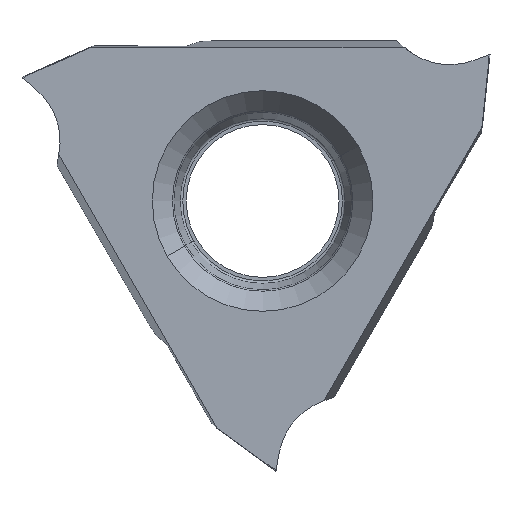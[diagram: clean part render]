
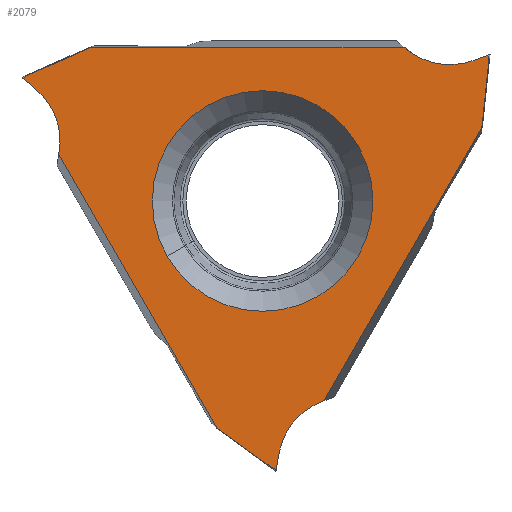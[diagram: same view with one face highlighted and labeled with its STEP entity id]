
A CAD part, left-side view. The second image highlights one B-rep face of the part: STEP entity #2079.
In plain terms, the highlighted planar face has unit normal (-1, 0, 0).
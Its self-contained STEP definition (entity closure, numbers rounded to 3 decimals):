
#232=CARTESIAN_POINT('',(0.,5.106,4.509));
#311=CARTESIAN_POINT('',(0.,-4.199,4.509));
#319=DIRECTION('',(0.,1.,0.));
#320=VECTOR('',#319,9.305);
#321=CARTESIAN_POINT('',(0.,-4.199,4.509));
#322=LINE('',#321,#320);
#326=DIRECTION('',(0.,0.105,-0.995));
#327=VECTOR('',#326,2.014);
#328=CARTESIAN_POINT('',(0.,-6.669,4.17));
#329=LINE('',#328,#327);
#333=CARTESIAN_POINT('',(0.,-2.454,-7.784));
#334=DIRECTION('',(1.,0.,0.));
#335=DIRECTION('',(0.,0.47,0.883));
#336=AXIS2_PLACEMENT_3D('',#333,#334,#335);
#341=CARTESIAN_POINT('',(0.,-1.514,-6.018));
#342=CARTESIAN_POINT('',(0.,-1.437,-6.059));
#343=CARTESIAN_POINT('',(0.,-1.29,-6.15));
#344=CARTESIAN_POINT('',(0.,-1.089,-6.314));
#345=CARTESIAN_POINT('',(0.,-0.91,-6.503));
#346=CARTESIAN_POINT('',(0.,-0.758,-6.713));
#347=CARTESIAN_POINT('',(0.,-0.634,-6.941));
#348=CARTESIAN_POINT('',(0.,-0.54,-7.183));
#349=CARTESIAN_POINT('',(0.,-0.499,-7.351));
#350=CARTESIAN_POINT('',(0.,-0.484,-7.436));
#355=DIRECTION('',(0.,0.927,0.375));
#356=VECTOR('',#355,0.133);
#357=CARTESIAN_POINT('',(0.,-0.4,-7.91));
#358=LINE('',#357,#356);
#362=DIRECTION('',(0.,0.809,0.588));
#363=VECTOR('',#362,2.014);
#364=CARTESIAN_POINT('',(0.,-0.277,-7.86));
#365=LINE('',#364,#363);
#369=CARTESIAN_POINT('',(0.,7.969,1.767));
#370=DIRECTION('',(1.,0.,0.));
#371=DIRECTION('',(0.,-0.999,-0.034));
#372=AXIS2_PLACEMENT_3D('',#369,#370,#371);
#377=CARTESIAN_POINT('',(0.,5.969,1.698));
#378=CARTESIAN_POINT('',(0.,5.966,1.785));
#379=CARTESIAN_POINT('',(0.,5.971,1.958));
#380=CARTESIAN_POINT('',(0.,6.013,2.214));
#381=CARTESIAN_POINT('',(0.,6.087,2.463));
#382=CARTESIAN_POINT('',(0.,6.193,2.7));
#383=CARTESIAN_POINT('',(0.,6.328,2.922));
#384=CARTESIAN_POINT('',(0.,6.491,3.124));
#385=CARTESIAN_POINT('',(0.,6.616,3.243));
#386=CARTESIAN_POINT('',(0.,6.682,3.299));
#391=DIRECTION('',(0.,-0.788,0.616));
#392=VECTOR('',#391,0.133);
#393=CARTESIAN_POINT('',(0.,7.051,3.608));
#394=LINE('',#393,#392);
#398=DIRECTION('',(0.,-0.914,0.407));
#399=VECTOR('',#398,2.014);
#400=CARTESIAN_POINT('',(0.,6.946,3.69));
#401=LINE('',#400,#399);
#405=CARTESIAN_POINT('',(0.,-5.514,6.018));
#406=DIRECTION('',(1.,0.,0.));
#407=DIRECTION('',(0.,0.53,-0.848));
#408=AXIS2_PLACEMENT_3D('',#405,#406,#407);
#413=CARTESIAN_POINT('',(0.,-4.455,4.32));
#414=CARTESIAN_POINT('',(0.,-4.529,4.274));
#415=CARTESIAN_POINT('',(0.,-4.681,4.192));
#416=CARTESIAN_POINT('',(0.,-4.924,4.1));
#417=CARTESIAN_POINT('',(0.,-5.176,4.04));
#418=CARTESIAN_POINT('',(0.,-5.435,4.013));
#419=CARTESIAN_POINT('',(0.,-5.694,4.019));
#420=CARTESIAN_POINT('',(0.,-5.951,4.059));
#421=CARTESIAN_POINT('',(0.,-6.117,4.108));
#422=CARTESIAN_POINT('',(0.,-6.198,4.137));
#427=DIRECTION('',(0.,-0.139,-0.99));
#428=VECTOR('',#427,0.133);
#429=CARTESIAN_POINT('',(0.,-6.65,4.302));
#430=LINE('',#429,#428);
#434=CARTESIAN_POINT('',(0.,0.,0.));
#435=DIRECTION('',(1.,0.,0.));
#436=DIRECTION('',(0.,0.866,-0.5));
#437=AXIS2_PLACEMENT_3D('',#434,#435,#436);
#450=CARTESIAN_POINT('',(0.,0.,0.));
#451=DIRECTION('',(1.,0.,0.));
#452=DIRECTION('',(0.,-0.866,0.5));
#453=AXIS2_PLACEMENT_3D('',#450,#451,#452);
#625=CARTESIAN_POINT('',(0.,-6.458,2.167));
#704=CARTESIAN_POINT('',(0.,-1.806,-5.891));
#712=DIRECTION('',(0.,-0.5,0.866));
#713=VECTOR('',#712,9.305);
#714=CARTESIAN_POINT('',(0.,-1.806,-5.891));
#715=LINE('',#714,#713);
#785=CARTESIAN_POINT('',(0.,-6.65,4.302));
#795=DIRECTION('',(0.,0.94,-0.342));
#796=VECTOR('',#795,0.481);
#797=CARTESIAN_POINT('',(0.,-6.65,4.302));
#798=LINE('',#797,#796);
#1092=CARTESIAN_POINT('',(0.,1.352,-6.677));
#1171=CARTESIAN_POINT('',(0.,6.005,1.382));
#1180=DIRECTION('',(0.,-0.5,-0.866));
#1181=VECTOR('',#1180,9.305);
#1182=CARTESIAN_POINT('',(0.,6.005,1.382));
#1183=LINE('',#1182,#1181);
#1208=CARTESIAN_POINT('',(0.,-0.4,-7.91));
#1218=DIRECTION('',(0.,-0.174,0.985));
#1219=VECTOR('',#1218,0.481);
#1220=CARTESIAN_POINT('',(0.,-0.4,-7.91));
#1221=LINE('',#1220,#1219);
#1410=CARTESIAN_POINT('',(0.,7.051,3.608));
#1420=DIRECTION('',(0.,-0.766,-0.643));
#1421=VECTOR('',#1420,0.481);
#1422=CARTESIAN_POINT('',(0.,7.051,3.608));
#1423=LINE('',#1422,#1421);
#1643=CARTESIAN_POINT('',(0.,2.815,-1.625));
#1644=CARTESIAN_POINT('',(0.,-2.815,1.625));
#1645=VERTEX_POINT('',#1643);
#1646=VERTEX_POINT('',#1644);
#1651=VERTEX_POINT('',#377);
#1652=VERTEX_POINT('',#386);
#1653=VERTEX_POINT('',#1171);
#1677=VERTEX_POINT('',#311);
#1681=CARTESIAN_POINT('',(0.,-4.454,4.32));
#1682=VERTEX_POINT('',#1681);
#1683=VERTEX_POINT('',#422);
#1686=VERTEX_POINT('',#704);
#1695=CARTESIAN_POINT('',(0.,-1.514,-6.018));
#1696=VERTEX_POINT('',#1695);
#1697=VERTEX_POINT('',#350);
#1698=VERTEX_POINT('',#785);
#1702=VERTEX_POINT('',#1208);
#1706=VERTEX_POINT('',#1410);
#1711=VERTEX_POINT('',#625);
#1712=CARTESIAN_POINT('',(0.,-6.669,4.17));
#1713=VERTEX_POINT('',#1712);
#1722=VERTEX_POINT('',#232);
#1723=CARTESIAN_POINT('',(0.,6.946,3.69));
#1724=VERTEX_POINT('',#1723);
#1733=VERTEX_POINT('',#1092);
#1734=CARTESIAN_POINT('',(0.,-0.277,-7.86));
#1735=VERTEX_POINT('',#1734);
#2034=CARTESIAN_POINT('',(0.,0.578,-10.999));
#2035=DIRECTION('',(-1.,0.,0.));
#2036=DIRECTION('',(0.,-0.866,0.5));
#2037=AXIS2_PLACEMENT_3D('',#2034,#2035,#2036);
#2038=PLANE('',#2037);
#2040=ORIENTED_EDGE('',*,*,#2039,.T.);
#2042=ORIENTED_EDGE('',*,*,#2041,.F.);
#2044=ORIENTED_EDGE('',*,*,#2043,.F.);
#2046=ORIENTED_EDGE('',*,*,#2045,.T.);
#2048=ORIENTED_EDGE('',*,*,#2047,.F.);
#2050=ORIENTED_EDGE('',*,*,#2049,.T.);
#2052=ORIENTED_EDGE('',*,*,#2051,.T.);
#2054=ORIENTED_EDGE('',*,*,#2053,.F.);
#2056=ORIENTED_EDGE('',*,*,#2055,.F.);
#2057=ORIENTED_EDGE('',*,*,#1887,.T.);
#2059=ORIENTED_EDGE('',*,*,#2058,.F.);
#2061=ORIENTED_EDGE('',*,*,#2060,.T.);
#2062=ORIENTED_EDGE('',*,*,#2025,.T.);
#2063=ORIENTED_EDGE('',*,*,#2014,.F.);
#2065=ORIENTED_EDGE('',*,*,#2064,.F.);
#2066=ORIENTED_EDGE('',*,*,#1785,.T.);
#2068=ORIENTED_EDGE('',*,*,#2067,.F.);
#2070=ORIENTED_EDGE('',*,*,#2069,.T.);
#2071=EDGE_LOOP('',(#2040,#2042,#2044,#2046,#2048,#2050,#2052,#2054,#2056,#2057,
#2059,#2061,#2062,#2063,#2065,#2066,#2068,#2070));
#2072=FACE_OUTER_BOUND('',#2071,.F.);
#2074=ORIENTED_EDGE('',*,*,#2073,.F.);
#2076=ORIENTED_EDGE('',*,*,#2075,.F.);
#2077=EDGE_LOOP('',(#2074,#2076));
#2078=FACE_BOUND('',#2077,.F.);
#337=CIRCLE('',#336,2.001);
#351=B_SPLINE_CURVE_WITH_KNOTS('',3,(#341,#342,#343,#344,#345,#346,#347,#348,
#349,#350),.UNSPECIFIED.,.F.,.F.,(4,1,1,1,1,1,1,4),(0.,0.143,
0.286,0.429,0.571,0.714,
0.857,1.),.UNSPECIFIED.);
#373=CIRCLE('',#372,2.001);
#387=B_SPLINE_CURVE_WITH_KNOTS('',3,(#377,#378,#379,#380,#381,#382,#383,#384,
#385,#386),.UNSPECIFIED.,.F.,.F.,(4,1,1,1,1,1,1,4),(0.,0.143,
0.286,0.429,0.571,0.714,
0.857,1.),.UNSPECIFIED.);
#409=CIRCLE('',#408,2.001);
#423=B_SPLINE_CURVE_WITH_KNOTS('',3,(#413,#414,#415,#416,#417,#418,#419,#420,
#421,#422),.UNSPECIFIED.,.F.,.F.,(4,1,1,1,1,1,1,4),(0.,0.143,
0.286,0.429,0.571,0.714,
0.857,1.),.UNSPECIFIED.);
#438=CIRCLE('',#437,3.25);
#454=CIRCLE('',#453,3.25);
#1785=EDGE_CURVE('',#1682,#1683,#423,.T.);
#1887=EDGE_CURVE('',#1651,#1652,#387,.T.);
#2014=EDGE_CURVE('',#1677,#1722,#322,.T.);
#2025=EDGE_CURVE('',#1724,#1722,#401,.T.);
#2039=EDGE_CURVE('',#1713,#1711,#329,.T.);
#2041=EDGE_CURVE('',#1686,#1711,#715,.T.);
#2043=EDGE_CURVE('',#1696,#1686,#337,.T.);
#2045=EDGE_CURVE('',#1696,#1697,#351,.T.);
#2047=EDGE_CURVE('',#1702,#1697,#1221,.T.);
#2049=EDGE_CURVE('',#1702,#1735,#358,.T.);
#2051=EDGE_CURVE('',#1735,#1733,#365,.T.);
#2053=EDGE_CURVE('',#1653,#1733,#1183,.T.);
#2055=EDGE_CURVE('',#1651,#1653,#373,.T.);
#2058=EDGE_CURVE('',#1706,#1652,#1423,.T.);
#2060=EDGE_CURVE('',#1706,#1724,#394,.T.);
#2064=EDGE_CURVE('',#1682,#1677,#409,.T.);
#2067=EDGE_CURVE('',#1698,#1683,#798,.T.);
#2069=EDGE_CURVE('',#1698,#1713,#430,.T.);
#2073=EDGE_CURVE('',#1645,#1646,#438,.T.);
#2075=EDGE_CURVE('',#1646,#1645,#454,.T.);
#2079=ADVANCED_FACE('',(#2072,#2078),#2038,.T.);
